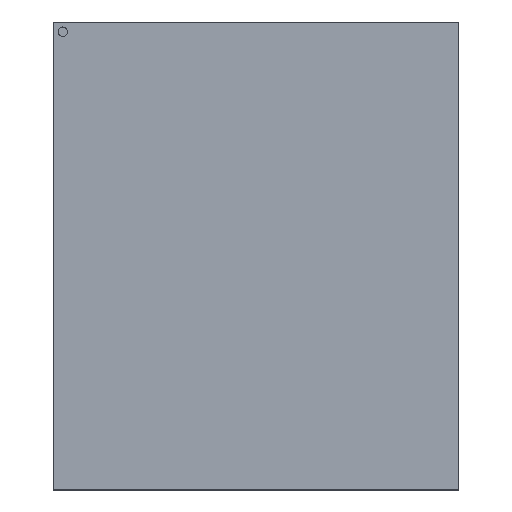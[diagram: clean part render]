
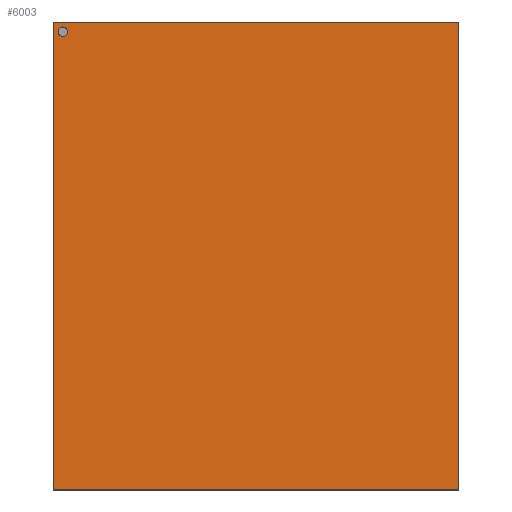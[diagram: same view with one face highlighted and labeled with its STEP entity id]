
A CAD part, top view. The second image highlights one B-rep face of the part: STEP entity #6003.
In plain terms, the highlighted planar face has unit normal (0, 0, 1).
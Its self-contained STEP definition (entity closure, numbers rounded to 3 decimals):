
#2226 = VERTEX_POINT('',#2227);
#2227 = CARTESIAN_POINT('',(-6.5,7.5,1.2));
#2235 = VERTEX_POINT('',#2236);
#2236 = CARTESIAN_POINT('',(6.5,7.5,1.2));
#2242 = EDGE_CURVE('',#2226,#2235,#2243,.T.);
#2243 = LINE('',#2244,#2245);
#2244 = CARTESIAN_POINT('',(-6.5,7.5,1.2));
#2245 = VECTOR('',#2246,1.);
#2246 = DIRECTION('',(1.,0.,0.));
#2258 = EDGE_CURVE('',#2235,#2259,#2261,.T.);
#2259 = VERTEX_POINT('',#2260);
#2260 = CARTESIAN_POINT('',(6.5,-7.5,1.2));
#2261 = LINE('',#2262,#2263);
#2262 = CARTESIAN_POINT('',(6.5,7.5,1.2));
#2263 = VECTOR('',#2264,1.);
#2264 = DIRECTION('',(0.,-1.,0.));
#2282 = EDGE_CURVE('',#2226,#2283,#2285,.T.);
#2283 = VERTEX_POINT('',#2284);
#2284 = CARTESIAN_POINT('',(-6.5,-7.5,1.2));
#2285 = LINE('',#2286,#2287);
#2286 = CARTESIAN_POINT('',(-6.5,7.5,1.2));
#2287 = VECTOR('',#2288,1.);
#2288 = DIRECTION('',(0.,-1.,0.));
#2307 = EDGE_CURVE('',#2283,#2259,#2308,.T.);
#2308 = LINE('',#2309,#2310);
#2309 = CARTESIAN_POINT('',(-6.5,-7.5,1.2));
#2310 = VECTOR('',#2311,1.);
#2311 = DIRECTION('',(1.,0.,0.));
#6003 = ADVANCED_FACE('',(#6004,#6010),#6021,.T.);
#6004 = FACE_BOUND('',#6005,.T.);
#6005 = EDGE_LOOP('',(#6006,#6007,#6008,#6009));
#6006 = ORIENTED_EDGE('',*,*,#2242,.F.);
#6007 = ORIENTED_EDGE('',*,*,#2282,.T.);
#6008 = ORIENTED_EDGE('',*,*,#2307,.T.);
#6009 = ORIENTED_EDGE('',*,*,#2258,.F.);
#6010 = FACE_BOUND('',#6011,.T.);
#6011 = EDGE_LOOP('',(#6012));
#6012 = ORIENTED_EDGE('',*,*,#6013,.T.);
#6013 = EDGE_CURVE('',#6014,#6014,#6016,.T.);
#6014 = VERTEX_POINT('',#6015);
#6015 = CARTESIAN_POINT('',(-6.19,7.04,1.2));
#6016 = CIRCLE('',#6017,0.15);
#6017 = AXIS2_PLACEMENT_3D('',#6018,#6019,#6020);
#6018 = CARTESIAN_POINT('',(-6.19,7.19,1.2));
#6019 = DIRECTION('',(-0.,0.,-1.));
#6020 = DIRECTION('',(0.,-1.,0.));
#6021 = PLANE('',#6022);
#6022 = AXIS2_PLACEMENT_3D('',#6023,#6024,#6025);
#6023 = CARTESIAN_POINT('',(-6.5,7.5,1.2));
#6024 = DIRECTION('',(0.,0.,1.));
#6025 = DIRECTION('',(0.,-1.,0.));
